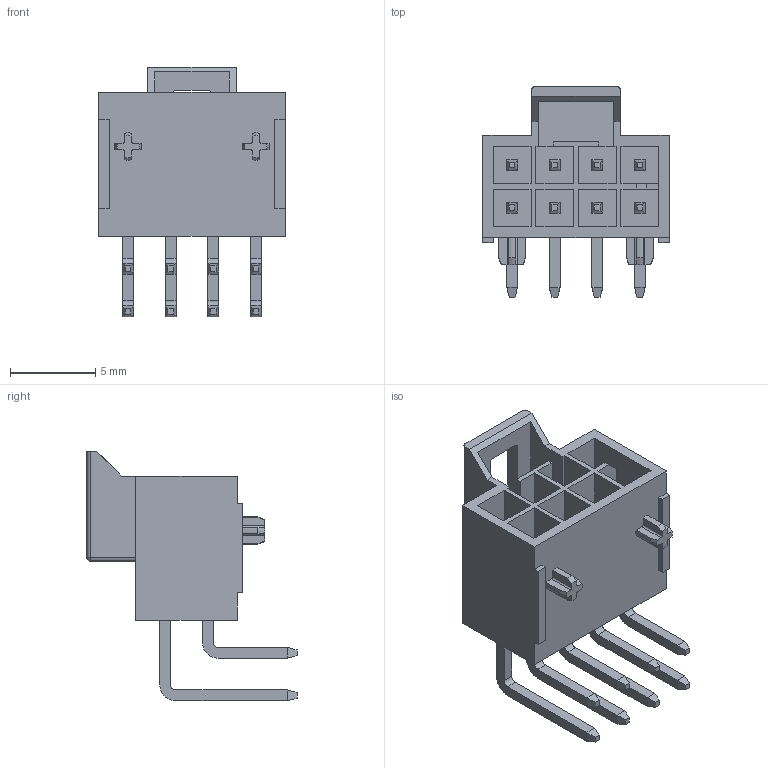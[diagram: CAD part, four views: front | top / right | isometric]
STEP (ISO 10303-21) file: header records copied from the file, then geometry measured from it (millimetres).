
FILE_DESCRIPTION((''),'2;1');
FILE_NAME('1053141208','2016-10-27T',('gsharma'),(''),'PRO/ENGINEER BY PARAMETRIC TECHNOLOGY CORPORATION, 2012310','PRO/ENGINEER BY PARAMETRIC TECHNOLOGY CORPORATION, 2012310','');
FILE_SCHEMA(('CONFIG_CONTROL_DESIGN'));
Length unit declared in the file: millimetre
Products named in the file (1): 1053141208
Bounding box: 10.94 x 12.34 x 14.66 mm (x, y, z)
Volume: 389.4 mm3; surface area: 1249.8 mm2
Topology: 1 solids, 1 shells, 301 faces, 782 edges, 504 vertices
Faces by surface type: plane 251, cylinder 40, cone 8, sphere 2
Entity records: 9049 total; most frequent: CARTESIAN_POINT 1600, ORIENTED_EDGE 1524, DIRECTION 1478, EDGE_CURVE 762, VECTOR 658, LINE 658, VERTEX_POINT 484, AXIS2_PLACEMENT_3D 410
